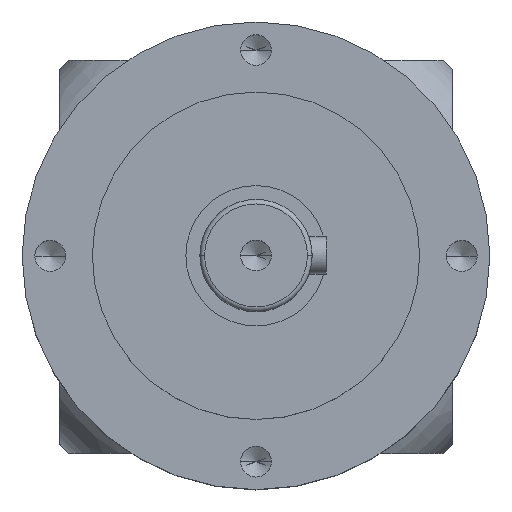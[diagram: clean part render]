
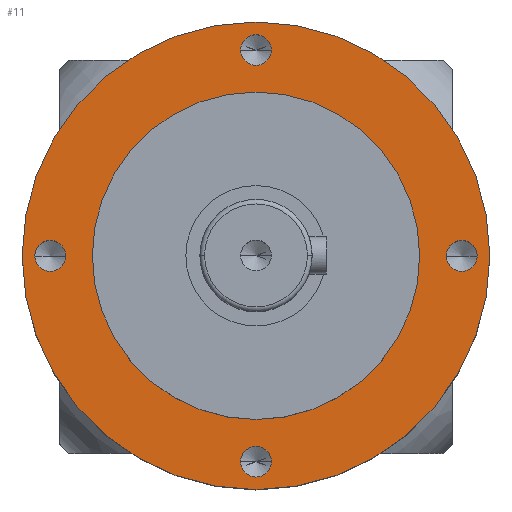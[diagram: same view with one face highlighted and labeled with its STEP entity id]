
A CAD part, top view. The second image highlights one B-rep face of the part: STEP entity #11.
In plain terms, the highlighted planar face has unit normal (0, 0, 1).
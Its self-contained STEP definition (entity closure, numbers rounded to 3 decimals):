
#11 = ADVANCED_FACE ( 'NONE', ( #6465, #5078, #3692, #2306, #936, #6292 ), #1699, .F. ) ;
#123 = CARTESIAN_POINT ( 'NONE',  ( 0., 0., -24.5 ) ) ;
#157 = CARTESIAN_POINT ( 'NONE',  ( 17.5, 0., -24.5 ) ) ;
#166 = DIRECTION ( 'NONE',  ( 0., 0., -1. ) ) ;
#188 = CARTESIAN_POINT ( 'NONE',  ( -22., 0., -24.5 ) ) ;
#389 = ORIENTED_EDGE ( 'NONE', *, *, #4002, .F. ) ;
#460 = CIRCLE ( 'NONE', #875, 25. ) ;
#475 = VERTEX_POINT ( 'NONE', #5270 ) ;
#533 = CARTESIAN_POINT ( 'NONE',  ( 0., 22., -24.5 ) ) ;
#534 = ORIENTED_EDGE ( 'NONE', *, *, #6509, .F. ) ;
#565 = CIRCLE ( 'NONE', #6317, 25. ) ;
#566 = CARTESIAN_POINT ( 'NONE',  ( 0., 0., -24.5 ) ) ;
#580 = CARTESIAN_POINT ( 'NONE',  ( 0., 0., -24.5 ) ) ;
#641 = EDGE_LOOP ( 'NONE', ( #2994, #2118 ) ) ;
#647 = DIRECTION ( 'NONE',  ( 1., 0., 0. ) ) ;
#689 = CARTESIAN_POINT ( 'NONE',  ( 0., 25., -24.5 ) ) ;
#707 = DIRECTION ( 'NONE',  ( 1., 0., 0. ) ) ;
#720 = CARTESIAN_POINT ( 'NONE',  ( -23.65, 0., -24.5 ) ) ;
#735 = EDGE_CURVE ( 'NONE', #1360, #1487, #6719, .T. ) ;
#742 = CARTESIAN_POINT ( 'NONE',  ( -17.5, 0., -24.5 ) ) ;
#799 = CARTESIAN_POINT ( 'NONE',  ( 0., 0., -24.5 ) ) ;
#875 = AXIS2_PLACEMENT_3D ( 'NONE', #580, #4207, #1096 ) ;
#919 = VERTEX_POINT ( 'NONE', #1880 ) ;
#936 = FACE_BOUND ( 'NONE', #641, .T. ) ;
#978 = AXIS2_PLACEMENT_3D ( 'NONE', #3284, #4897, #1774 ) ;
#980 = DIRECTION ( 'NONE',  ( 0., 0., 1. ) ) ;
#1045 = ORIENTED_EDGE ( 'NONE', *, *, #6512, .F. ) ;
#1053 = DIRECTION ( 'NONE',  ( 1., 0., 0. ) ) ;
#1086 = DIRECTION ( 'NONE',  ( 1., 0., 0. ) ) ;
#1096 = DIRECTION ( 'NONE',  ( 1., 0., 0. ) ) ;
#1149 = EDGE_CURVE ( 'NONE', #2324, #4155, #460, .T. ) ;
#1254 = AXIS2_PLACEMENT_3D ( 'NONE', #188, #3821, #707 ) ;
#1305 = DIRECTION ( 'NONE',  ( 1., 0., 0. ) ) ;
#1313 = AXIS2_PLACEMENT_3D ( 'NONE', #5362, #2233, #5875 ) ;
#1327 = ORIENTED_EDGE ( 'NONE', *, *, #1149, .T. ) ;
#1360 = VERTEX_POINT ( 'NONE', #157 ) ;
#1487 = VERTEX_POINT ( 'NONE', #742 ) ;
#1541 = AXIS2_PLACEMENT_3D ( 'NONE', #4081, #980, #4634 ) ;
#1655 = ORIENTED_EDGE ( 'NONE', *, *, #2162, .F. ) ;
#1699 = PLANE ( 'NONE',  #4440 ) ;
#1705 = CIRCLE ( 'NONE', #1254, 1.65 ) ;
#1754 = CIRCLE ( 'NONE', #1541, 1.65 ) ;
#1774 = DIRECTION ( 'NONE',  ( 1., 0., 0. ) ) ;
#1880 = CARTESIAN_POINT ( 'NONE',  ( 1.65, -22., -24.5 ) ) ;
#1888 = ORIENTED_EDGE ( 'NONE', *, *, #4019, .F. ) ;
#2050 = AXIS2_PLACEMENT_3D ( 'NONE', #533, #4161, #1053 ) ;
#2118 = ORIENTED_EDGE ( 'NONE', *, *, #3920, .F. ) ;
#2162 = EDGE_CURVE ( 'NONE', #5809, #4185, #5112, .T. ) ;
#2233 = DIRECTION ( 'NONE',  ( 0., 0., 1. ) ) ;
#2295 = AXIS2_PLACEMENT_3D ( 'NONE', #5904, #2779, #6429 ) ;
#2306 = FACE_BOUND ( 'NONE', #4115, .T. ) ;
#2324 = VERTEX_POINT ( 'NONE', #6671 ) ;
#2334 = CARTESIAN_POINT ( 'NONE',  ( 0., 22., -24.5 ) ) ;
#2347 = DIRECTION ( 'NONE',  ( 0., 0., 1. ) ) ;
#2385 = EDGE_LOOP ( 'NONE', ( #1655, #1045 ) ) ;
#2407 = EDGE_CURVE ( 'NONE', #3331, #2433, #4369, .T. ) ;
#2433 = VERTEX_POINT ( 'NONE', #2607 ) ;
#2599 = CIRCLE ( 'NONE', #3348, 1.65 ) ;
#2607 = CARTESIAN_POINT ( 'NONE',  ( -1.65, 22., -24.5 ) ) ;
#2731 = EDGE_LOOP ( 'NONE', ( #2982, #1888 ) ) ;
#2779 = DIRECTION ( 'NONE',  ( 0., 0., 1. ) ) ;
#2845 = DIRECTION ( 'NONE',  ( 1., 0., 0. ) ) ;
#2947 = CIRCLE ( 'NONE', #1313, 1.65 ) ;
#2982 = ORIENTED_EDGE ( 'NONE', *, *, #3073, .F. ) ;
#2994 = ORIENTED_EDGE ( 'NONE', *, *, #735, .F. ) ;
#3073 = EDGE_CURVE ( 'NONE', #919, #475, #1754, .T. ) ;
#3114 = CIRCLE ( 'NONE', #978, 1.65 ) ;
#3284 = CARTESIAN_POINT ( 'NONE',  ( 22., 0., -24.5 ) ) ;
#3331 = VERTEX_POINT ( 'NONE', #4335 ) ;
#3348 = AXIS2_PLACEMENT_3D ( 'NONE', #2334, #5966, #2845 ) ;
#3535 = VERTEX_POINT ( 'NONE', #3696 ) ;
#3550 = EDGE_LOOP ( 'NONE', ( #5102, #1327 ) ) ;
#3615 = CARTESIAN_POINT ( 'NONE',  ( 23.65, 0., -24.5 ) ) ;
#3692 = FACE_BOUND ( 'NONE', #2731, .T. ) ;
#3696 = CARTESIAN_POINT ( 'NONE',  ( -20.35, 0., -24.5 ) ) ;
#3741 = DIRECTION ( 'NONE',  ( 0., 0., 1. ) ) ;
#3802 = DIRECTION ( 'NONE',  ( -1., 0., 0. ) ) ;
#3821 = DIRECTION ( 'NONE',  ( 0., 0., 1. ) ) ;
#3911 = CARTESIAN_POINT ( 'NONE',  ( 25., 0., -24.5 ) ) ;
#3920 = EDGE_CURVE ( 'NONE', #1487, #1360, #6217, .T. ) ;
#4002 = EDGE_CURVE ( 'NONE', #3535, #4710, #1705, .T. ) ;
#4019 = EDGE_CURVE ( 'NONE', #475, #919, #4317, .T. ) ;
#4064 = AXIS2_PLACEMENT_3D ( 'NONE', #5465, #2347, #5985 ) ;
#4081 = CARTESIAN_POINT ( 'NONE',  ( 0., -22., -24.5 ) ) ;
#4115 = EDGE_LOOP ( 'NONE', ( #389, #534 ) ) ;
#4148 = EDGE_CURVE ( 'NONE', #2433, #3331, #2599, .T. ) ;
#4155 = VERTEX_POINT ( 'NONE', #3911 ) ;
#4161 = DIRECTION ( 'NONE',  ( 0., 0., 1. ) ) ;
#4185 = VERTEX_POINT ( 'NONE', #4980 ) ;
#4188 = DIRECTION ( 'NONE',  ( 0., 0., 1. ) ) ;
#4207 = DIRECTION ( 'NONE',  ( 0., 0., 1. ) ) ;
#4317 = CIRCLE ( 'NONE', #2295, 1.65 ) ;
#4335 = CARTESIAN_POINT ( 'NONE',  ( 1.65, 22., -24.5 ) ) ;
#4369 = CIRCLE ( 'NONE', #2050, 1.65 ) ;
#4433 = DIRECTION ( 'NONE',  ( 0., 0., 1. ) ) ;
#4440 = AXIS2_PLACEMENT_3D ( 'NONE', #689, #166, #3802 ) ;
#4634 = DIRECTION ( 'NONE',  ( 1., 0., 0. ) ) ;
#4710 = VERTEX_POINT ( 'NONE', #720 ) ;
#4897 = DIRECTION ( 'NONE',  ( 0., 0., 1. ) ) ;
#4980 = CARTESIAN_POINT ( 'NONE',  ( 20.35, 0., -24.5 ) ) ;
#5004 = AXIS2_PLACEMENT_3D ( 'NONE', #123, #3741, #647 ) ;
#5056 = EDGE_CURVE ( 'NONE', #4155, #2324, #565, .T. ) ;
#5078 = FACE_BOUND ( 'NONE', #2385, .T. ) ;
#5102 = ORIENTED_EDGE ( 'NONE', *, *, #5056, .T. ) ;
#5112 = CIRCLE ( 'NONE', #4064, 1.65 ) ;
#5270 = CARTESIAN_POINT ( 'NONE',  ( -1.65, -22., -24.5 ) ) ;
#5362 = CARTESIAN_POINT ( 'NONE',  ( -22., 0., -24.5 ) ) ;
#5465 = CARTESIAN_POINT ( 'NONE',  ( 22., 0., -24.5 ) ) ;
#5616 = ORIENTED_EDGE ( 'NONE', *, *, #2407, .F. ) ;
#5717 = ORIENTED_EDGE ( 'NONE', *, *, #4148, .F. ) ;
#5743 = EDGE_LOOP ( 'NONE', ( #5616, #5717 ) ) ;
#5809 = VERTEX_POINT ( 'NONE', #3615 ) ;
#5875 = DIRECTION ( 'NONE',  ( 1., 0., 0. ) ) ;
#5904 = CARTESIAN_POINT ( 'NONE',  ( 0., -22., -24.5 ) ) ;
#5966 = DIRECTION ( 'NONE',  ( 0., 0., 1. ) ) ;
#5985 = DIRECTION ( 'NONE',  ( 1., 0., 0. ) ) ;
#6217 = CIRCLE ( 'NONE', #6253, 17.5 ) ;
#6253 = AXIS2_PLACEMENT_3D ( 'NONE', #566, #4188, #1086 ) ;
#6292 = FACE_OUTER_BOUND ( 'NONE', #3550, .T. ) ;
#6317 = AXIS2_PLACEMENT_3D ( 'NONE', #799, #4433, #1305 ) ;
#6429 = DIRECTION ( 'NONE',  ( 1., 0., 0. ) ) ;
#6465 = FACE_BOUND ( 'NONE', #5743, .T. ) ;
#6509 = EDGE_CURVE ( 'NONE', #4710, #3535, #2947, .T. ) ;
#6512 = EDGE_CURVE ( 'NONE', #4185, #5809, #3114, .T. ) ;
#6671 = CARTESIAN_POINT ( 'NONE',  ( -25., 0., -24.5 ) ) ;
#6719 = CIRCLE ( 'NONE', #5004, 17.5 ) ;
